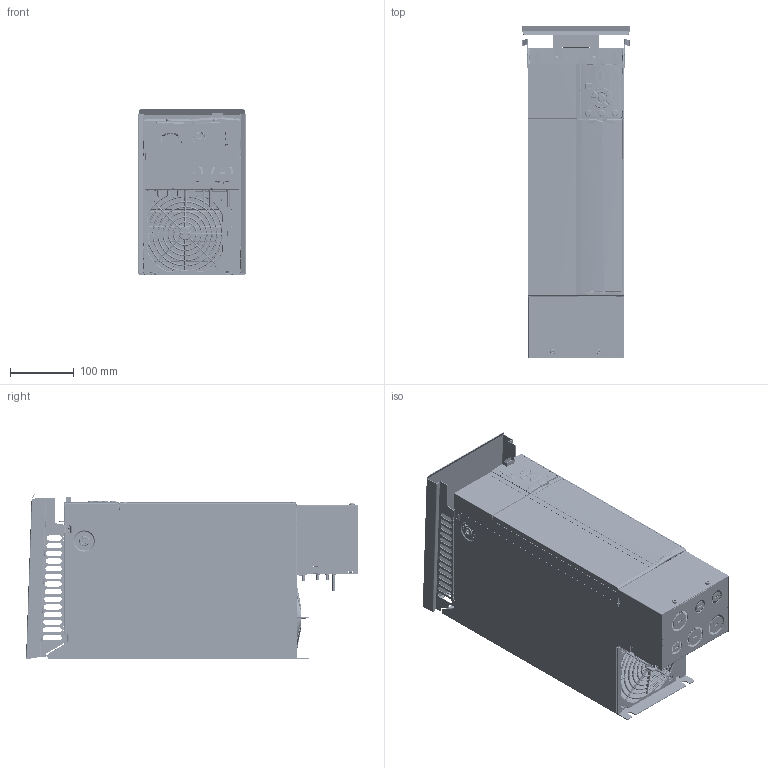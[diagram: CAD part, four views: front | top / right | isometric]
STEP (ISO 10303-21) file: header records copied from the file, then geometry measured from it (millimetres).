
FILE_DESCRIPTION((''),'2;1');
FILE_NAME('FC280-K5-IP21','2016-08-29T',('u242158'),('Danfoss Power Electronics'),'CREO PARAMETRIC BY PTC INC, 2015480','CREO PARAMETRIC BY PTC INC, 2015480','');
FILE_SCHEMA(('CONFIG_CONTROL_DESIGN','GEOMETRIC_VALIDATION_PROPERTIES_MIM'));
Products named in the file (1): FC280-K5-IP21
Bounding box: 170 x 520.07 x 260.14 mm (x, y, z)
Surface area: 1409087.8 mm2 (no closed solid volume)
Topology: 0 solids, 254 shells, 18621 faces, 52003 edges, 33577 vertices
Faces by surface type: plane 10910, cylinder 4358, bspline 1292, cone 678, torus 638, sphere 383, extrusion 362
Entity records: 814821 total; most frequent: CARTESIAN_POINT 259364, ORIENTED_EDGE 101616, DIRECTION 84145, EDGE_CURVE 51846, VECTOR 33925, VERTEX_POINT 33621, LINE 33563, AXIS2_PLACEMENT_3D 25110
